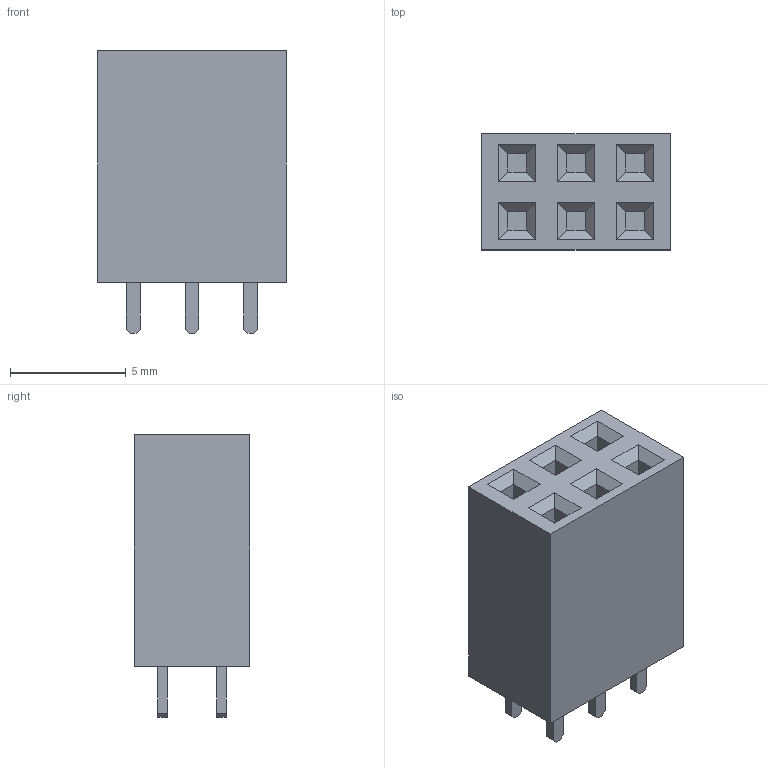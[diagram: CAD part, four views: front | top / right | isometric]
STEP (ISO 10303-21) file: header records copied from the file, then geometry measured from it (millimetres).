
FILE_DESCRIPTION (( 'STEP AP214' ), '1' );
FILE_NAME ('PBD-6.STEP', '2020-06-04T15:41:01', ( 'Elessar' ), ( '' ), 'SwSTEP 2.0', 'SolidWorks 2018', '' );
FILE_SCHEMA (( 'AUTOMOTIVE_DESIGN' ));
Length unit declared in the file: millimetre
Products named in the file (1): PBD-6
Bounding box: 8.12 x 5 x 12.2 mm (x, y, z)
Volume: 380.2 mm3; surface area: 500.6 mm2
Topology: 1 solids, 1 shells, 102 faces, 240 edges, 152 vertices
Faces by surface type: plane 102
Entity records: 3328 total; most frequent: CARTESIAN_POINT 495, ORIENTED_EDGE 480, DIRECTION 446, EDGE_CURVE 240, VECTOR 240, LINE 240, VERTEX_POINT 152, EDGE_LOOP 114
